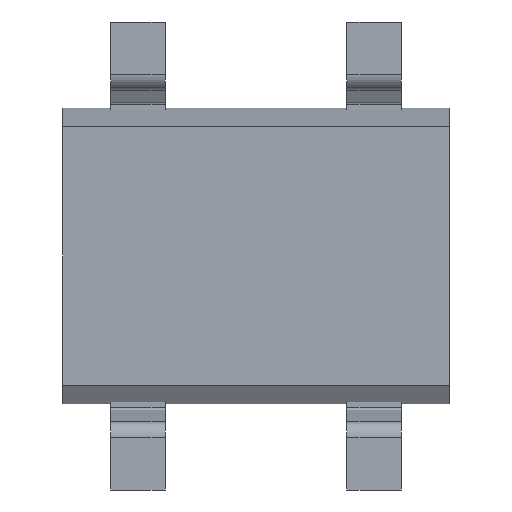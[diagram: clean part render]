
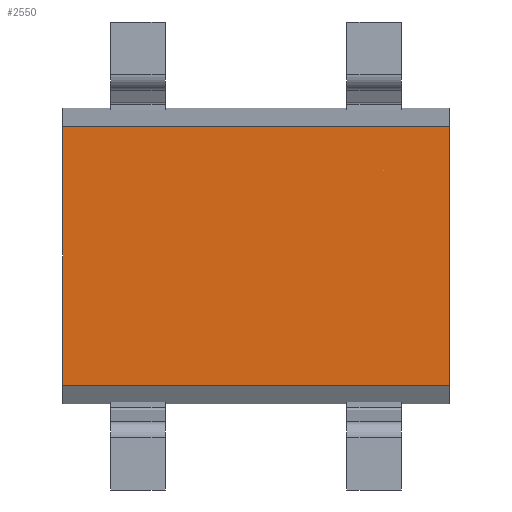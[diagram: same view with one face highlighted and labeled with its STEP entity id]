
A CAD part, front view. The second image highlights one B-rep face of the part: STEP entity #2550.
In plain terms, the highlighted planar face has unit normal (0, -1, 0).
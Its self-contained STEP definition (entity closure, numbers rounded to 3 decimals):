
#122 = DIRECTION ( 'NONE',  ( 0., 0., -1. ) ) ;
#124 = VECTOR ( 'NONE', #3154, 1000. ) ;
#472 = CARTESIAN_POINT ( 'NONE',  ( 4.25, 0.3, -2.85 ) ) ;
#475 = ORIENTED_EDGE ( 'NONE', *, *, #1695, .T. ) ;
#496 = CARTESIAN_POINT ( 'NONE',  ( 4.25, 0.3, -2.85 ) ) ;
#647 = EDGE_CURVE ( 'NONE', #2441, #1686, #3084, .T. ) ;
#740 = VECTOR ( 'NONE', #122, 1000. ) ;
#768 = VERTEX_POINT ( 'NONE', #2469 ) ;
#827 = ORIENTED_EDGE ( 'NONE', *, *, #647, .F. ) ;
#1149 = CARTESIAN_POINT ( 'NONE',  ( -4.25, 0.3, 2.85 ) ) ;
#1169 = CARTESIAN_POINT ( 'NONE',  ( 4.25, 0.3, -2.85 ) ) ;
#1322 = DIRECTION ( 'NONE',  ( -1., 0., 0. ) ) ;
#1462 = LINE ( 'NONE', #1758, #3428 ) ;
#1487 = CARTESIAN_POINT ( 'NONE',  ( 4.25, 0.3, 2.85 ) ) ;
#1604 = DIRECTION ( 'NONE',  ( 0., 1., 0. ) ) ;
#1686 = VERTEX_POINT ( 'NONE', #472 ) ;
#1695 = EDGE_CURVE ( 'NONE', #2441, #2389, #3167, .T. ) ;
#1758 = CARTESIAN_POINT ( 'NONE',  ( 4.25, 0.3, -2.85 ) ) ;
#1853 = EDGE_CURVE ( 'NONE', #1686, #768, #1462, .T. ) ;
#1907 = AXIS2_PLACEMENT_3D ( 'NONE', #496, #1604, #2699 ) ;
#2198 = VECTOR ( 'NONE', #1322, 1000. ) ;
#2318 = EDGE_LOOP ( 'NONE', ( #2701, #2568, #827, #475 ) ) ;
#2389 = VERTEX_POINT ( 'NONE', #1149 ) ;
#2441 = VERTEX_POINT ( 'NONE', #1487 ) ;
#2469 = CARTESIAN_POINT ( 'NONE',  ( -4.25, 0.3, -2.85 ) ) ;
#2550 = ADVANCED_FACE ( 'NONE', ( #3520 ), #3226, .F. ) ;
#2568 = ORIENTED_EDGE ( 'NONE', *, *, #1853, .F. ) ;
#2584 = DIRECTION ( 'NONE',  ( -1., 0., 0. ) ) ;
#2699 = DIRECTION ( 'NONE',  ( 0., 0., 1. ) ) ;
#2701 = ORIENTED_EDGE ( 'NONE', *, *, #3358, .T. ) ;
#2854 = CARTESIAN_POINT ( 'NONE',  ( -4.25, 0.3, -2.85 ) ) ;
#3084 = LINE ( 'NONE', #1169, #124 ) ;
#3125 = LINE ( 'NONE', #2854, #740 ) ;
#3154 = DIRECTION ( 'NONE',  ( 0., 0., -1. ) ) ;
#3167 = LINE ( 'NONE', #3223, #2198 ) ;
#3223 = CARTESIAN_POINT ( 'NONE',  ( 4.25, 0.3, 2.85 ) ) ;
#3226 = PLANE ( 'NONE',  #1907 ) ;
#3358 = EDGE_CURVE ( 'NONE', #2389, #768, #3125, .T. ) ;
#3428 = VECTOR ( 'NONE', #2584, 1000. ) ;
#3520 = FACE_OUTER_BOUND ( 'NONE', #2318, .T. ) ;
